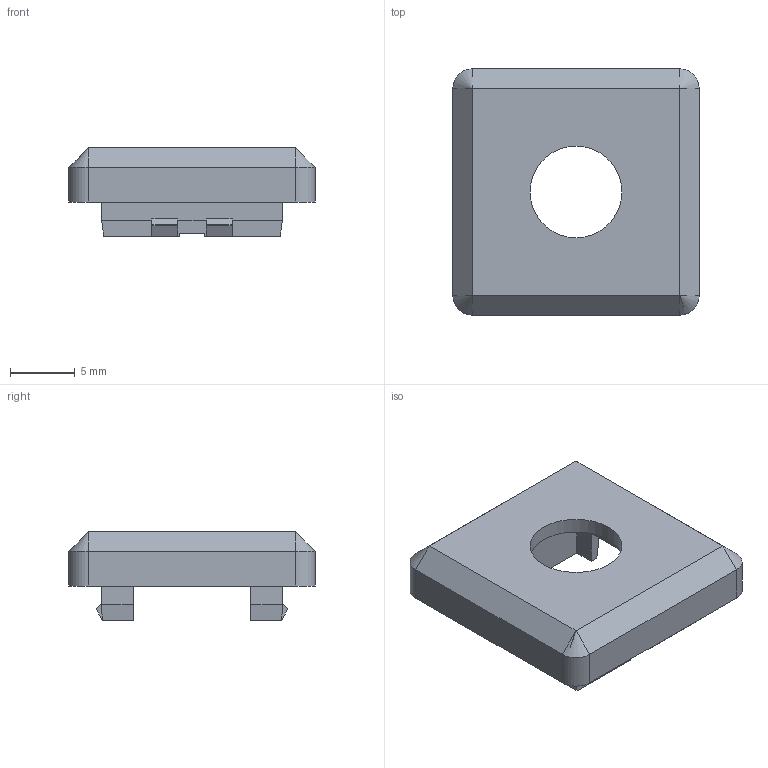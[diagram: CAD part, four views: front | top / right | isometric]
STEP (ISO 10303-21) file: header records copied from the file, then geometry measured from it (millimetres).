
FILE_DESCRIPTION(/* description */ (''),/* implementation_level */ '2;1');
FILE_NAME(/* name */ 'encsocket02.step',/* time_stamp */ '2024-11-08T17:17:57+08:00',/* author */ (''),/* organization */ (''),/* preprocessor_version */ 'ST-DEVELOPER v20',/* originating_system */ 'Autodesk Translation Framework v13.20.0.188',/* authorisation */ '');
FILE_SCHEMA (('AUTOMOTIVE_DESIGN { 1 0 10303 214 3 1 1 }'));
Length unit declared in the file: millimetre
Products named in the file (1): sinc-case2024-A01
Bounding box: 19.04 x 19.04 x 6.83 mm (x, y, z)
Volume: 1003.8 mm3; surface area: 1262 mm2
Topology: 1 solids, 1 shells, 86 faces, 237 edges, 150 vertices
Faces by surface type: plane 77, cylinder 5, cone 4
Full cylindrical faces by diameter (mm): 7.1 x1
Entity records: 2679 total; most frequent: CARTESIAN_POINT 470, ORIENTED_EDGE 466, DIRECTION 417, EDGE_CURVE 233, LINE 223, VECTOR 223, VERTEX_POINT 150, AXIS2_PLACEMENT_3D 97
